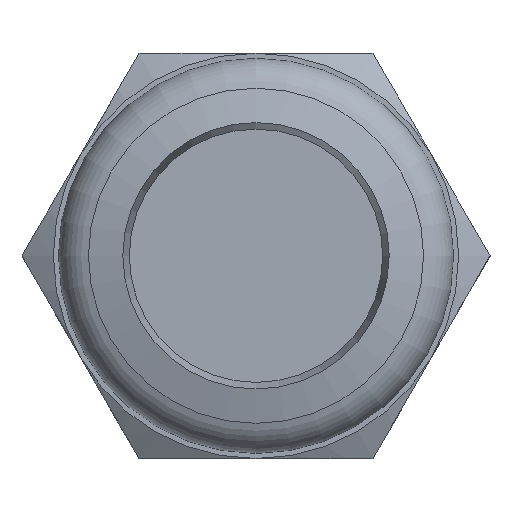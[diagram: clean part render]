
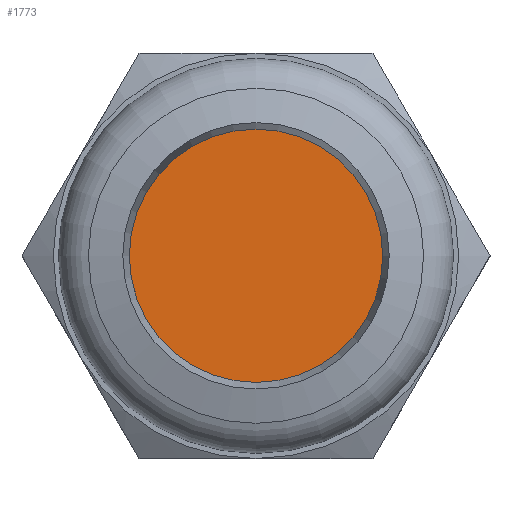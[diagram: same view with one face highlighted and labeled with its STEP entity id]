
A CAD part, top view. The second image highlights one B-rep face of the part: STEP entity #1773.
In plain terms, the highlighted face is planar.
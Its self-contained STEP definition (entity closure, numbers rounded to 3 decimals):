
#790=PLANE('',#1660);
#819=ORIENTED_EDGE('',*,*,#1038,.T.);
#950=CIRCLE('',#1659,2.5);
#988=VERTEX_POINT('',#1493);
#1038=EDGE_CURVE('',#988,#988,#950,.T.);
#1111=EDGE_LOOP('',(#819));
#1183=FACE_BOUND('',#1111,.T.);
#1264=DIRECTION('',(0.,1.,0.));
#1265=DIRECTION('',(2.5,0.,0.));
#1266=DIRECTION('',(0.,1.,0.));
#1267=DIRECTION('',(1.,0.,0.));
#1493=CARTESIAN_POINT('',(28.516,26.303,0.));
#1494=CARTESIAN_POINT('',(26.016,26.303,0.));
#1495=CARTESIAN_POINT('',(28.516,26.303,0.));
#1659=AXIS2_PLACEMENT_3D('',#1494,#1264,#1265);
#1660=AXIS2_PLACEMENT_3D('',#1495,#1266,#1267);
#1773=ADVANCED_FACE('',(#1183),#790,.T.);
